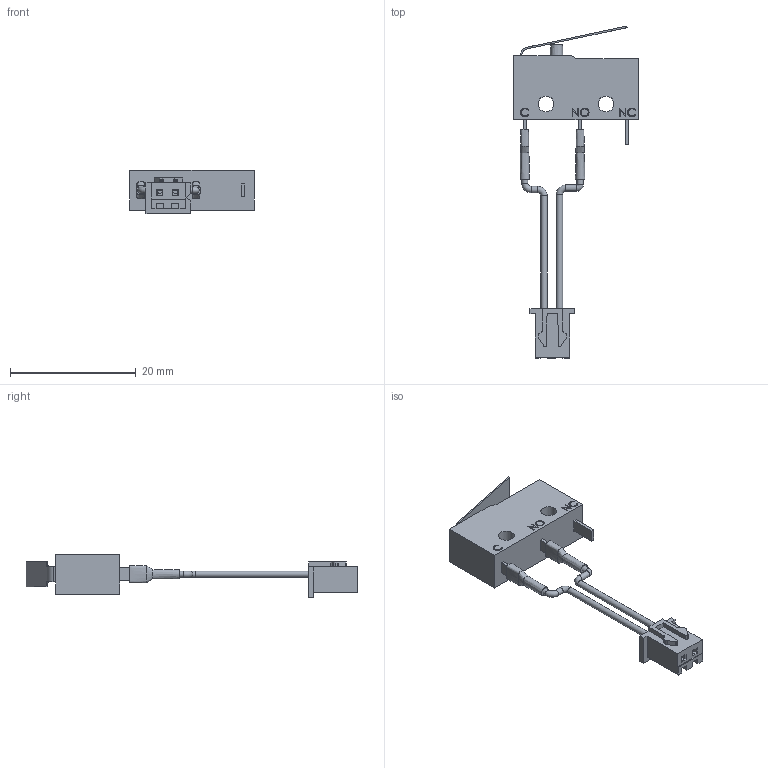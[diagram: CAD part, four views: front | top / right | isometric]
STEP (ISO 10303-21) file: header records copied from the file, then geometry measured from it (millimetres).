
FILE_DESCRIPTION (( 'STEP AP214' ), '1' );
FILE_NAME ('1024-Z1P-A.STEP', '2013-05-15T14:39:06', ( '3DAssist' ), ( '' ), 'SwSTEP 2.0', 'SolidWorks 2013', '' );
FILE_SCHEMA (( 'AUTOMOTIVE_DESIGN' ));
Length unit declared in the file: millimetre
Products named in the file (1): 1024-Z1P-A
Bounding box: 19.81 x 52.71 x 6.9 mm (x, y, z)
Volume: 1422.8 mm3; surface area: 1783.6 mm2
Topology: 6 solids, 6 shells, 201 faces, 540 edges, 358 vertices
Faces by surface type: plane 142, bspline 32, cylinder 22, torus 4, cone 1
Full cylindrical faces by diameter (mm): 1 x6, 2.5 x2
Entity records: 9625 total; most frequent: CARTESIAN_POINT 4446, ORIENTED_EDGE 1030, DIRECTION 855, EDGE_CURVE 515, LINE 403, VECTOR 403, VERTEX_POINT 353, EDGE_LOOP 240
